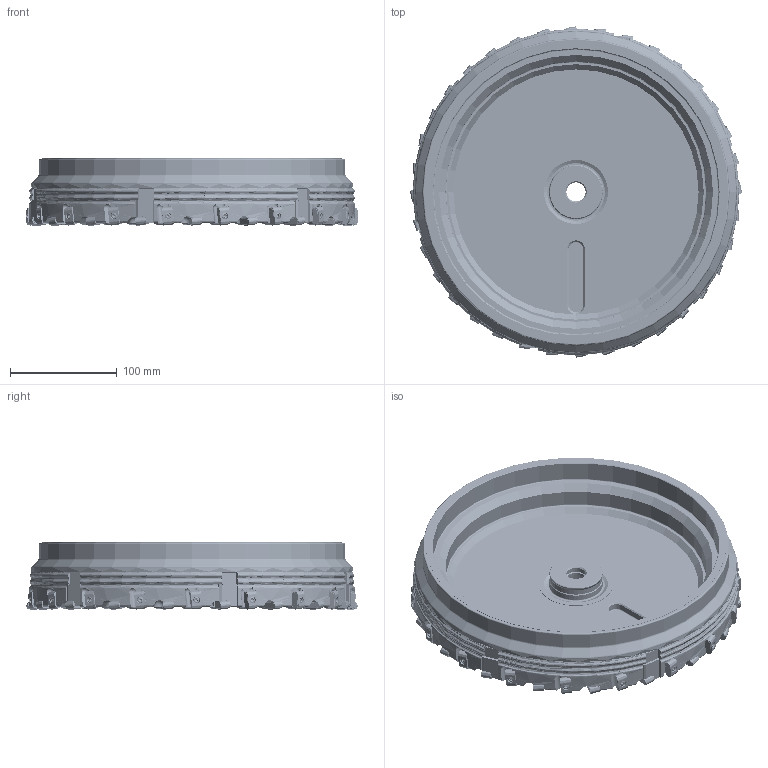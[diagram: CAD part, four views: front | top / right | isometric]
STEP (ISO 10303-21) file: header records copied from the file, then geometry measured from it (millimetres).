
FILE_DESCRIPTION(/* description */ (''),/* implementation_level */ '2;1');
FILE_NAME(/* name */ 'toolassembly_1.stp',/* time_stamp */ '2019-12-20T10:09:26+01:00',/* author */ (''),/* organization */ ('SMS'),/* preprocessor_version */ 'ST-DEVELOPER v16.7',/* originating_system */ 'SIEMENS PLM Software NX 12.0',/* authorisation */ '');
FILE_SCHEMA (('AUTOMOTIVE_DESIGN { 1 0 10303 214 3 1 1 1 }'));
Products named in the file (4): ASSEMBLY_CONSTRUCTION; CUT_20191220100458; NOCUT_20191220100458; TOOLASSEMBLY_1
Assembly tree (38 placements, depth 2):
  TOOLASSEMBLY_1
    NOCUT_20191220100458
    CUT_20191220100458  x36
    ASSEMBLY_CONSTRUCTION
Bounding box: 311.71 x 311.11 x 63.02 mm (x, y, z)
Volume: 1646166 mm3; surface area: 287775.5 mm2
Topology: 37 solids, 37 shells, 7788 faces, 19962 edges, 12513 vertices
Faces by surface type: plane 3640, cylinder 2483, cone 488, extrusion 432, torus 361, bspline 288, sphere 96
Full cylindrical faces by diameter (mm): 3.5 x36, 4 x36, 4.7 x36, 5.45 x36, 18 x2, 20 x1, 32 x1, 48.5 x1, 49.96 x1, 49.985 x1, 70 x1, 245.15 x1, 268.65 x1, 282 x1, 288 x1, 301.93 x1
Entity records: 116453 total; most frequent: CARTESIAN_POINT 42813, ORIENTED_EDGE 15152, DIRECTION 15144, EDGE_CURVE 7576, AXIS2_PLACEMENT_3D 5807, VERTEX_POINT 5008, VECTOR 3530, EDGE_LOOP 3394
